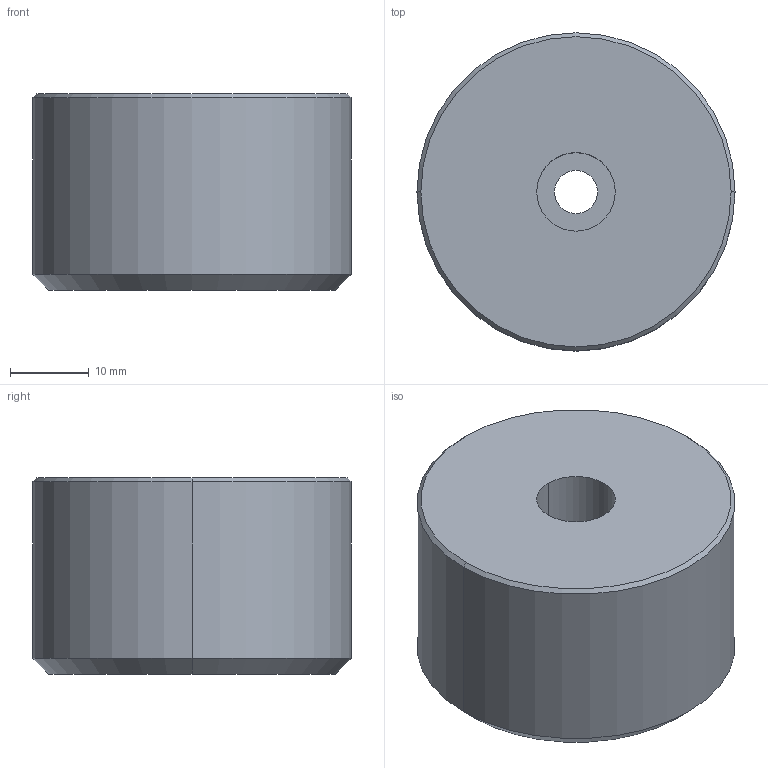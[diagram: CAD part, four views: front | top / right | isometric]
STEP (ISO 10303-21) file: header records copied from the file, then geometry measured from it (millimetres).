
FILE_DESCRIPTION((''),'2;1');
FILE_NAME('ROTOR_PRINTED_PART','2025-04-16T12:26:20',('Constantin Schempp'),(''),'CREO PARAMETRIC BY PTC INC, 2024063','CREO PARAMETRIC BY PTC INC, 2024063','');
FILE_SCHEMA(('CONFIG_CONTROL_DESIGN'));
Length unit declared in the file: millimetre
Products named in the file (1): ROTOR_PRINTED_PART
Bounding box: 40.5 x 40.5 x 25 mm (x, y, z)
Volume: 30304.9 mm3; surface area: 6220.5 mm2
Topology: 1 solids, 1 shells, 18 faces, 47 edges, 36 vertices
Faces by surface type: cylinder 8, cone 6, plane 4
Entity records: 600 total; most frequent: DIRECTION 115, CARTESIAN_POINT 88, ORIENTED_EDGE 72, AXIS2_PLACEMENT_3D 49, EDGE_CURVE 36, CIRCLE 30, VERTEX_POINT 22, EDGE_LOOP 22
